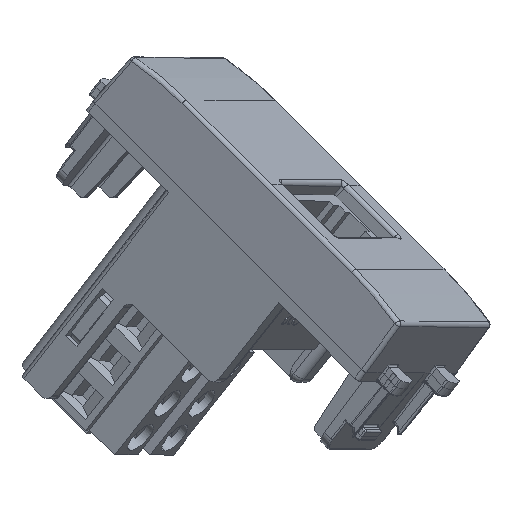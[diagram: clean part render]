
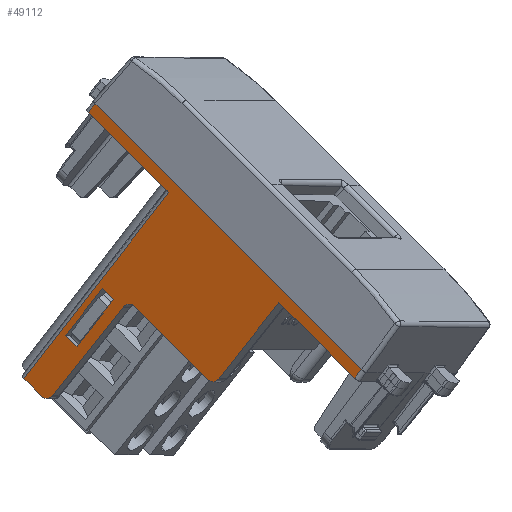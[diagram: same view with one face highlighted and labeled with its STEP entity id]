
A CAD part, isometric view. The second image highlights one B-rep face of the part: STEP entity #49112.
In plain terms, the highlighted face is planar.
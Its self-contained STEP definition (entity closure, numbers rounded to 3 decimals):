
#882=CARTESIAN_POINT('Vertex',(4.722,10.936,-26.134)) ;
#886=CARTESIAN_POINT('Control Point',(5.722,10.927,-27.125)) ;
#887=CARTESIAN_POINT('Control Point',(5.332,10.927,-27.125)) ;
#888=CARTESIAN_POINT('Control Point',(4.936,10.929,-26.918)) ;
#889=CARTESIAN_POINT('Control Point',(4.726,10.932,-26.524)) ;
#890=CARTESIAN_POINT('Control Point',(4.722,10.936,-26.134)) ;
#891=CARTESIAN_POINT('Vertex',(5.722,10.927,-27.125)) ;
#1643=CARTESIAN_POINT('Line Origine',(7.87,11.018,-16.725)) ;
#1647=CARTESIAN_POINT('Vertex',(7.86,11.048,-13.325)) ;
#1649=CARTESIAN_POINT('Vertex',(7.88,10.988,-20.124)) ;
#1847=CARTESIAN_POINT('Vertex',(4.609,11.049,-13.116)) ;
#1851=CARTESIAN_POINT('Control Point',(4.722,10.936,-26.134)) ;
#1852=CARTESIAN_POINT('Control Point',(4.609,11.049,-13.116)) ;
#1865=CARTESIAN_POINT('Vertex',(-9.479,11.164,0.)) ;
#1936=CARTESIAN_POINT('Vertex',(-21.95,11.164,0.)) ;
#1939=CARTESIAN_POINT('Line Origine',(-15.715,11.164,0.)) ;
#1960=CARTESIAN_POINT('Line Origine',(-21.95,11.19,2.963)) ;
#1964=CARTESIAN_POINT('Vertex',(-21.95,11.175,1.275)) ;
#2026=CARTESIAN_POINT('Vertex',(21.95,11.175,1.275)) ;
#2029=CARTESIAN_POINT('Line Origine',(0.,11.175,1.275)) ;
#2063=CARTESIAN_POINT('Vertex',(21.95,11.164,0.)) ;
#2066=CARTESIAN_POINT('Line Origine',(21.95,11.19,2.963)) ;
#2091=CARTESIAN_POINT('Line Origine',(6.95,10.988,-20.124)) ;
#2095=CARTESIAN_POINT('Vertex',(6.02,10.988,-20.124)) ;
#2126=CARTESIAN_POINT('Vertex',(6.04,11.048,-13.325)) ;
#2129=CARTESIAN_POINT('Line Origine',(6.95,11.048,-13.325)) ;
#2155=CARTESIAN_POINT('Line Origine',(6.03,11.018,-16.725)) ;
#48298=CARTESIAN_POINT('Vertex',(3.609,11.058,-12.125)) ;
#48302=CARTESIAN_POINT('Control Point',(3.609,11.058,-12.125)) ;
#48303=CARTESIAN_POINT('Control Point',(3.999,11.058,-12.125)) ;
#48304=CARTESIAN_POINT('Control Point',(4.395,11.056,-12.332)) ;
#48305=CARTESIAN_POINT('Control Point',(4.605,11.053,-12.726)) ;
#48306=CARTESIAN_POINT('Control Point',(4.609,11.049,-13.116)) ;
#48562=CARTESIAN_POINT('Control Point',(-9.479,11.164,0.)) ;
#48563=CARTESIAN_POINT('Control Point',(-9.447,11.067,-11.128)) ;
#48564=CARTESIAN_POINT('Vertex',(-9.447,11.067,-11.128)) ;
#48598=CARTESIAN_POINT('Vertex',(-8.447,11.058,-12.125)) ;
#48601=CARTESIAN_POINT('Line Origine',(-2.419,11.058,-12.125)) ;
#48710=CARTESIAN_POINT('Control Point',(-8.447,11.058,-12.125)) ;
#48711=CARTESIAN_POINT('Control Point',(-8.839,11.058,-12.125)) ;
#48712=CARTESIAN_POINT('Control Point',(-9.236,11.06,-11.916)) ;
#48713=CARTESIAN_POINT('Control Point',(-9.446,11.063,-11.52)) ;
#48714=CARTESIAN_POINT('Control Point',(-9.447,11.067,-11.128)) ;
#49052=CARTESIAN_POINT('Axis2P3D Location',(0.,11.175,1.275)) ;
#49057=CARTESIAN_POINT('Line Origine',(0.,10.927,-27.125)) ;
#49061=CARTESIAN_POINT('Vertex',(7.901,10.927,-27.125)) ;
#49063=CARTESIAN_POINT('Vertex',(8.6,10.927,-27.125)) ;
#49066=CARTESIAN_POINT('Line Origine',(0.,10.927,-27.125)) ;
#49071=CARTESIAN_POINT('Line Origine',(0.,11.164,0.)) ;
#49075=CARTESIAN_POINT('Vertex',(9.179,11.164,0.)) ;
#49078=CARTESIAN_POINT('Line Origine',(0.,11.164,0.)) ;
#49082=CARTESIAN_POINT('Vertex',(8.679,11.164,0.)) ;
#49086=CARTESIAN_POINT('Control Point',(8.6,10.927,-27.125)) ;
#49087=CARTESIAN_POINT('Control Point',(8.679,11.164,0.)) ;
#1644=DIRECTION('Vector Direction',(0.003,-0.009,-1.)) ;
#1940=DIRECTION('Vector Direction',(1.,0.,0.)) ;
#1961=DIRECTION('Vector Direction',(0.,0.009,1.)) ;
#2030=DIRECTION('Vector Direction',(-1.,0.,0.)) ;
#2067=DIRECTION('Vector Direction',(0.,0.009,1.)) ;
#2092=DIRECTION('Vector Direction',(-1.,0.,0.)) ;
#2130=DIRECTION('Vector Direction',(1.,0.,0.)) ;
#2156=DIRECTION('Vector Direction',(-0.003,-0.009,-1.)) ;
#48602=DIRECTION('Vector Direction',(-1.,0.,0.)) ;
#49053=DIRECTION('Axis2P3D Direction',(0.,1.,-0.009)) ;
#49054=DIRECTION('Axis2P3D XDirection',(-1.,0.,0.)) ;
#49058=DIRECTION('Vector Direction',(-1.,0.,0.)) ;
#49067=DIRECTION('Vector Direction',(-1.,0.,0.)) ;
#49072=DIRECTION('Vector Direction',(-1.,0.,0.)) ;
#49079=DIRECTION('Vector Direction',(-1.,0.,0.)) ;
#49055=AXIS2_PLACEMENT_3D('Plane Axis2P3D',#49052,#49053,#49054) ;
#49090=ORIENTED_EDGE('',*,*,#49065,.F.) ;
#49091=ORIENTED_EDGE('',*,*,#49070,.F.) ;
#49092=ORIENTED_EDGE('',*,*,#893,.F.) ;
#49093=ORIENTED_EDGE('',*,*,#1853,.T.) ;
#49094=ORIENTED_EDGE('',*,*,#48307,.F.) ;
#49095=ORIENTED_EDGE('',*,*,#48605,.T.) ;
#49096=ORIENTED_EDGE('',*,*,#48715,.F.) ;
#49097=ORIENTED_EDGE('',*,*,#48566,.T.) ;
#49098=ORIENTED_EDGE('',*,*,#1943,.F.) ;
#49099=ORIENTED_EDGE('',*,*,#1966,.F.) ;
#49100=ORIENTED_EDGE('',*,*,#2033,.T.) ;
#49101=ORIENTED_EDGE('',*,*,#2070,.F.) ;
#49102=ORIENTED_EDGE('',*,*,#49077,.F.) ;
#49103=ORIENTED_EDGE('',*,*,#49084,.F.) ;
#49104=ORIENTED_EDGE('',*,*,#49088,.F.) ;
#49107=ORIENTED_EDGE('',*,*,#2097,.F.) ;
#49108=ORIENTED_EDGE('',*,*,#1651,.F.) ;
#49109=ORIENTED_EDGE('',*,*,#2133,.F.) ;
#49110=ORIENTED_EDGE('',*,*,#2159,.T.) ;
#49111=FACE_BOUND('',#49106,.T.) ;
#1645=VECTOR('Line Direction',#1644,1.) ;
#1941=VECTOR('Line Direction',#1940,1.) ;
#1962=VECTOR('Line Direction',#1961,1.) ;
#2031=VECTOR('Line Direction',#2030,1.) ;
#2068=VECTOR('Line Direction',#2067,1.) ;
#2093=VECTOR('Line Direction',#2092,1.) ;
#2131=VECTOR('Line Direction',#2130,1.) ;
#2157=VECTOR('Line Direction',#2156,1.) ;
#48603=VECTOR('Line Direction',#48602,1.) ;
#49059=VECTOR('Line Direction',#49058,1.) ;
#49068=VECTOR('Line Direction',#49067,1.) ;
#49073=VECTOR('Line Direction',#49072,1.) ;
#49080=VECTOR('Line Direction',#49079,1.) ;
#49112=ADVANCED_FACE('PartBody',(#49105,#49111),#49056,.T.) ;
#885=B_SPLINE_CURVE_WITH_KNOTS('',4,(#886,#887,#888,#889,#890),.UNSPECIFIED.,.F.,.U.,(5,5),(0.,2.209),.UNSPECIFIED.) ;
#1850=B_SPLINE_CURVE_WITH_KNOTS('',1,(#1851,#1852),.UNSPECIFIED.,.F.,.U.,(2,2),(-6.014,7.005),.UNSPECIFIED.) ;
#48301=B_SPLINE_CURVE_WITH_KNOTS('',4,(#48302,#48303,#48304,#48305,#48306),.UNSPECIFIED.,.F.,.U.,(5,5),(0.,2.209),.UNSPECIFIED.) ;
#48561=B_SPLINE_CURVE_WITH_KNOTS('',1,(#48562,#48563),.UNSPECIFIED.,.F.,.U.,(2,2),(-12.926,-1.797),.UNSPECIFIED.) ;
#48709=B_SPLINE_CURVE_WITH_KNOTS('',4,(#48710,#48711,#48712,#48713,#48714),.UNSPECIFIED.,.F.,.U.,(5,5),(0.,2.217),.UNSPECIFIED.) ;
#49085=B_SPLINE_CURVE_WITH_KNOTS('',1,(#49086,#49087),.UNSPECIFIED.,.F.,.U.,(2,2),(-17.105,10.022),.UNSPECIFIED.) ;
#893=EDGE_CURVE('',#883,#892,#885,.F.) ;
#1651=EDGE_CURVE('',#1648,#1650,#1646,.T.) ;
#1853=EDGE_CURVE('',#883,#1848,#1850,.T.) ;
#1943=EDGE_CURVE('',#1937,#1866,#1942,.T.) ;
#1966=EDGE_CURVE('',#1965,#1937,#1963,.F.) ;
#2033=EDGE_CURVE('',#1965,#2027,#2032,.F.) ;
#2070=EDGE_CURVE('',#2064,#2027,#2069,.T.) ;
#2097=EDGE_CURVE('',#1650,#2096,#2094,.T.) ;
#2133=EDGE_CURVE('',#2127,#1648,#2132,.T.) ;
#2159=EDGE_CURVE('',#2127,#2096,#2158,.T.) ;
#48307=EDGE_CURVE('',#48299,#1848,#48301,.T.) ;
#48566=EDGE_CURVE('',#48565,#1866,#48561,.F.) ;
#48605=EDGE_CURVE('',#48299,#48599,#48604,.T.) ;
#48715=EDGE_CURVE('',#48565,#48599,#48709,.F.) ;
#49065=EDGE_CURVE('',#49062,#49064,#49060,.F.) ;
#49070=EDGE_CURVE('',#892,#49062,#49069,.F.) ;
#49077=EDGE_CURVE('',#49076,#2064,#49074,.F.) ;
#49084=EDGE_CURVE('',#49083,#49076,#49081,.F.) ;
#49088=EDGE_CURVE('',#49064,#49083,#49085,.T.) ;
#49089=EDGE_LOOP('',(#49090,#49091,#49092,#49093,#49094,#49095,#49096,#49097,#49098,#49099,#49100,#49101,#49102,#49103,#49104)) ;
#49106=EDGE_LOOP('',(#49107,#49108,#49109,#49110)) ;
#49105=FACE_OUTER_BOUND('',#49089,.T.) ;
#1646=LINE('Line',#1643,#1645) ;
#1942=LINE('Line',#1939,#1941) ;
#1963=LINE('Line',#1960,#1962) ;
#2032=LINE('Line',#2029,#2031) ;
#2069=LINE('Line',#2066,#2068) ;
#2094=LINE('Line',#2091,#2093) ;
#2132=LINE('Line',#2129,#2131) ;
#2158=LINE('Line',#2155,#2157) ;
#48604=LINE('Line',#48601,#48603) ;
#49060=LINE('Line',#49057,#49059) ;
#49069=LINE('Line',#49066,#49068) ;
#49074=LINE('Line',#49071,#49073) ;
#49081=LINE('Line',#49078,#49080) ;
#49056=PLANE('',#49055) ;
#883=VERTEX_POINT('',#882) ;
#892=VERTEX_POINT('',#891) ;
#1648=VERTEX_POINT('',#1647) ;
#1650=VERTEX_POINT('',#1649) ;
#1848=VERTEX_POINT('',#1847) ;
#1866=VERTEX_POINT('',#1865) ;
#1937=VERTEX_POINT('',#1936) ;
#1965=VERTEX_POINT('',#1964) ;
#2027=VERTEX_POINT('',#2026) ;
#2064=VERTEX_POINT('',#2063) ;
#2096=VERTEX_POINT('',#2095) ;
#2127=VERTEX_POINT('',#2126) ;
#48299=VERTEX_POINT('',#48298) ;
#48565=VERTEX_POINT('',#48564) ;
#48599=VERTEX_POINT('',#48598) ;
#49062=VERTEX_POINT('',#49061) ;
#49064=VERTEX_POINT('',#49063) ;
#49076=VERTEX_POINT('',#49075) ;
#49083=VERTEX_POINT('',#49082) ;
